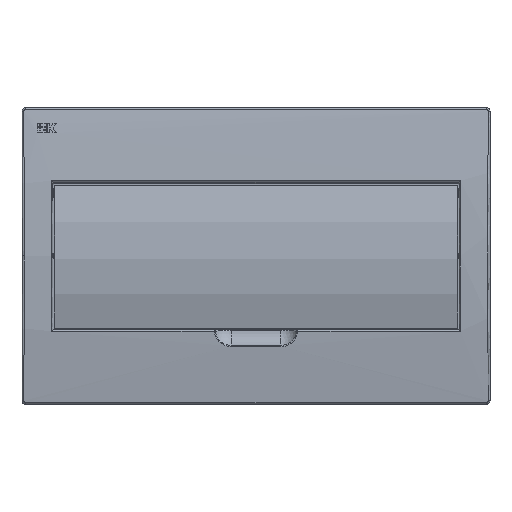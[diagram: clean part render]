
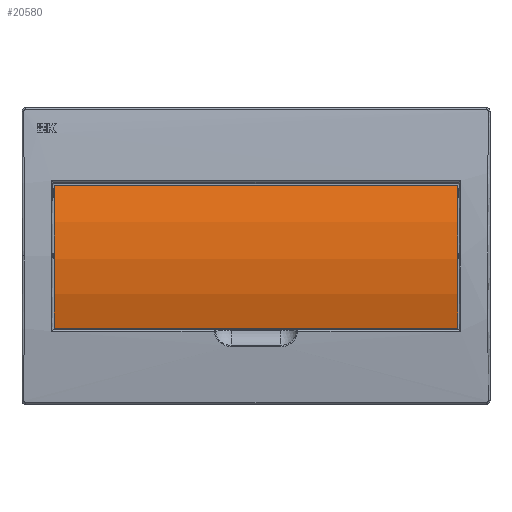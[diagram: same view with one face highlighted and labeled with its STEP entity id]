
A CAD part, top view. The second image highlights one B-rep face of the part: STEP entity #20580.
In plain terms, the highlighted cylindrical face has radius 194.113 mm (diameter 388.225 mm), a partial arc.
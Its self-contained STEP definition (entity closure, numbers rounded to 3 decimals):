
#1329 = EDGE_LOOP ( 'NONE', ( #78481, #29241, #36042, #53005 ) ) ;
#2367 = EDGE_CURVE ( 'NONE', #43584, #64454, #37638, .T. ) ;
#3138 = DIRECTION ( 'NONE',  ( 0., -1., 0.011 ) ) ;
#7550 = VERTEX_POINT ( 'NONE', #53557 ) ;
#7777 = FACE_OUTER_BOUND ( 'NONE', #1329, .T. ) ;
#8428 = CARTESIAN_POINT ( 'NONE',  ( -171.196, 20.002, 89.297 ) ) ;
#9921 = DIRECTION ( 'NONE',  ( -1., 0., 0. ) ) ;
#11324 = VERTEX_POINT ( 'NONE', #91950 ) ;
#11384 = DIRECTION ( 'NONE',  ( -1., 0., 0. ) ) ;
#14314 = EDGE_CURVE ( 'NONE', #7550, #11324, #61160, .T. ) ;
#20580 = ADVANCED_FACE ( 'NONE', ( #7777 ), #45601, .T. ) ;
#24963 = CARTESIAN_POINT ( 'NONE',  ( 171.199, -21.818, 89.568 ) ) ;
#26756 = CARTESIAN_POINT ( 'NONE',  ( 171.43, -61.63, 76.761 ) ) ;
#29241 = ORIENTED_EDGE ( 'NONE', *, *, #36710, .F. ) ;
#31013 = DIRECTION ( 'NONE',  ( -1., 0., 0. ) ) ;
#32594 = CARTESIAN_POINT ( 'NONE',  ( 171.196, 20.002, 89.297 ) ) ;
#35302 = LINE ( 'NONE', #92881, #52978 ) ;
#36042 = ORIENTED_EDGE ( 'NONE', *, *, #2367, .F. ) ;
#36710 = EDGE_CURVE ( 'NONE', #64454, #11324, #54560, .T. ) ;
#36889 = VECTOR ( 'NONE', #31013, 1000. ) ;
#37638 =( BOUNDED_CURVE ( )  B_SPLINE_CURVE ( 3, ( #85448, #32594, #24963, #40157 ),
 .UNSPECIFIED., .F., .T. ) 
 B_SPLINE_CURVE_WITH_KNOTS ( ( 4, 4 ),
 ( 5.97, 6.605 ),
 .UNSPECIFIED. ) 
 CURVE ( )  GEOMETRIC_REPRESENTATION_ITEM ( )  RATIONAL_B_SPLINE_CURVE ( ( 1., 0.967, 0.967, 1. ) ) 
 REPRESENTATION_ITEM ( '' )  );
#38866 = CARTESIAN_POINT ( 'NONE',  ( -171.199, -21.818, 89.568 ) ) ;
#40157 = CARTESIAN_POINT ( 'NONE',  ( 171.43, -61.63, 76.761 ) ) ;
#43584 = VERTEX_POINT ( 'NONE', #82035 ) ;
#45536 = CARTESIAN_POINT ( 'NONE',  ( 171.43, -61.63, 76.761 ) ) ;
#45601 = CYLINDRICAL_SURFACE ( 'NONE', #81213, 194.113 ) ;
#52978 = VECTOR ( 'NONE', #9921, 1000. ) ;
#53005 = ORIENTED_EDGE ( 'NONE', *, *, #73390, .T. ) ;
#53557 = CARTESIAN_POINT ( 'NONE',  ( -171.421, 59.645, 75.976 ) ) ;
#54560 = LINE ( 'NONE', #45536, #36889 ) ;
#61160 =( BOUNDED_CURVE ( )  B_SPLINE_CURVE ( 3, ( #61297, #8428, #38866, #91728 ),
 .UNSPECIFIED., .F., .F. ) 
 B_SPLINE_CURVE_WITH_KNOTS ( ( 4, 4 ),
 ( 2.828, 3.464 ),
 .UNSPECIFIED. ) 
 CURVE ( )  GEOMETRIC_REPRESENTATION_ITEM ( )  RATIONAL_B_SPLINE_CURVE ( ( 1., 0.967, 0.967, 1. ) ) 
 REPRESENTATION_ITEM ( '' )  );
#61297 = CARTESIAN_POINT ( 'NONE',  ( -171.421, 59.645, 75.976 ) ) ;
#64454 = VERTEX_POINT ( 'NONE', #26756 ) ;
#73390 = EDGE_CURVE ( 'NONE', #43584, #7550, #35302, .T. ) ;
#78481 = ORIENTED_EDGE ( 'NONE', *, *, #14314, .T. ) ;
#81213 = AXIS2_PLACEMENT_3D ( 'NONE', #94333, #11384, #3138 ) ;
#82035 = CARTESIAN_POINT ( 'NONE',  ( 171.421, 59.645, 75.976 ) ) ;
#85448 = CARTESIAN_POINT ( 'NONE',  ( 171.421, 59.645, 75.976 ) ) ;
#91728 = CARTESIAN_POINT ( 'NONE',  ( -171.43, -61.63, 76.761 ) ) ;
#91950 = CARTESIAN_POINT ( 'NONE',  ( -171.43, -61.63, 76.761 ) ) ;
#92881 = CARTESIAN_POINT ( 'NONE',  ( 171.5, 59.645, 75.976 ) ) ;
#94333 = CARTESIAN_POINT ( 'NONE',  ( 171.5, -2.186, -108.026 ) ) ;
